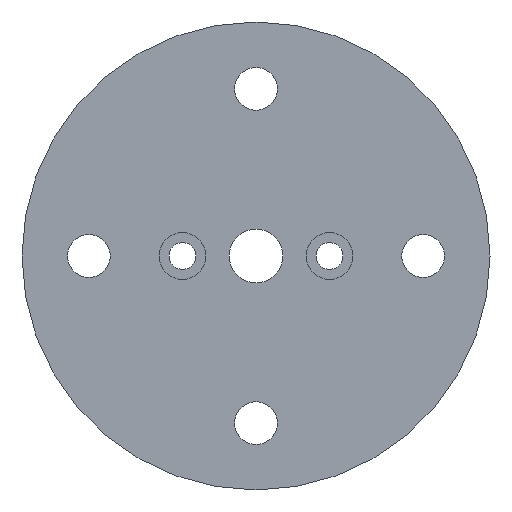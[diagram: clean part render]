
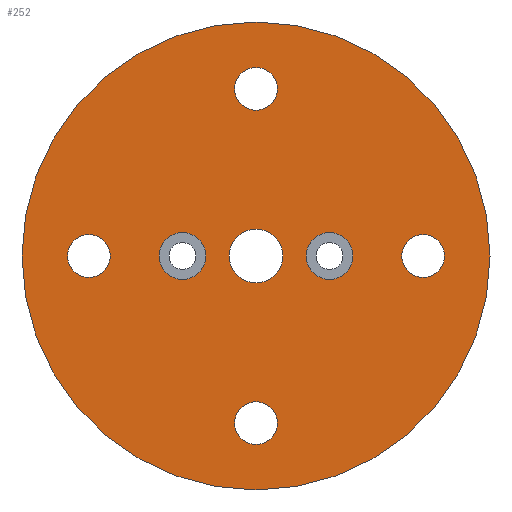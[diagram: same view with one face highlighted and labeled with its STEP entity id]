
A CAD part, front view. The second image highlights one B-rep face of the part: STEP entity #252.
In plain terms, the highlighted planar face has unit normal (0, -1, 0).
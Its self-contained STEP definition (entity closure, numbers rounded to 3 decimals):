
#24=FACE_BOUND('',#72,.T.);
#25=FACE_BOUND('',#73,.T.);
#26=FACE_BOUND('',#74,.T.);
#27=FACE_BOUND('',#75,.T.);
#28=FACE_BOUND('',#76,.T.);
#29=FACE_BOUND('',#77,.T.);
#30=FACE_BOUND('',#78,.T.);
#34=PLANE('',#300);
#48=FACE_OUTER_BOUND('',#71,.T.);
#71=EDGE_LOOP('',(#221));
#72=EDGE_LOOP('',(#222));
#73=EDGE_LOOP('',(#223));
#74=EDGE_LOOP('',(#224));
#75=EDGE_LOOP('',(#225));
#76=EDGE_LOOP('',(#226));
#77=EDGE_LOOP('',(#227));
#78=EDGE_LOOP('',(#228));
#100=CIRCLE('',#269,1.6);
#102=CIRCLE('',#272,1.6);
#104=CIRCLE('',#275,1.6);
#106=CIRCLE('',#278,1.6);
#107=CIRCLE('',#280,1.75);
#110=CIRCLE('',#285,1.75);
#116=CIRCLE('',#295,2.);
#118=CIRCLE('',#298,17.5);
#120=VERTEX_POINT('',#385);
#122=VERTEX_POINT('',#391);
#124=VERTEX_POINT('',#397);
#126=VERTEX_POINT('',#403);
#127=VERTEX_POINT('',#407);
#130=VERTEX_POINT('',#416);
#136=VERTEX_POINT('',#435);
#138=VERTEX_POINT('',#441);
#141=EDGE_CURVE('',#120,#120,#100,.T.);
#144=EDGE_CURVE('',#122,#122,#102,.T.);
#147=EDGE_CURVE('',#124,#124,#104,.T.);
#150=EDGE_CURVE('',#126,#126,#106,.T.);
#151=EDGE_CURVE('',#127,#127,#107,.T.);
#155=EDGE_CURVE('',#130,#130,#110,.T.);
#165=EDGE_CURVE('',#136,#136,#116,.T.);
#168=EDGE_CURVE('',#138,#138,#118,.T.);
#221=ORIENTED_EDGE('',*,*,#168,.F.);
#222=ORIENTED_EDGE('',*,*,#141,.T.);
#223=ORIENTED_EDGE('',*,*,#144,.T.);
#224=ORIENTED_EDGE('',*,*,#147,.T.);
#225=ORIENTED_EDGE('',*,*,#150,.T.);
#226=ORIENTED_EDGE('',*,*,#151,.T.);
#227=ORIENTED_EDGE('',*,*,#155,.T.);
#228=ORIENTED_EDGE('',*,*,#165,.T.);
#252=ADVANCED_FACE('',(#48,#24,#25,#26,#27,#28,#29,#30),#34,.F.);
#269=AXIS2_PLACEMENT_3D('',#387,#308,#309);
#272=AXIS2_PLACEMENT_3D('',#393,#315,#316);
#275=AXIS2_PLACEMENT_3D('',#399,#322,#323);
#278=AXIS2_PLACEMENT_3D('',#405,#329,#330);
#280=AXIS2_PLACEMENT_3D('',#408,#333,#334);
#285=AXIS2_PLACEMENT_3D('',#417,#344,#345);
#295=AXIS2_PLACEMENT_3D('',#437,#368,#369);
#298=AXIS2_PLACEMENT_3D('',#443,#375,#376);
#300=AXIS2_PLACEMENT_3D('',#445,#379,#380);
#308=DIRECTION('center_axis',(0.,1.,0.));
#309=DIRECTION('ref_axis',(0.,0.,-1.));
#315=DIRECTION('center_axis',(0.,1.,0.));
#316=DIRECTION('ref_axis',(1.,0.,0.));
#322=DIRECTION('center_axis',(0.,1.,0.));
#323=DIRECTION('ref_axis',(0.,0.,1.));
#329=DIRECTION('center_axis',(0.,1.,0.));
#330=DIRECTION('ref_axis',(-1.,0.,0.));
#333=DIRECTION('center_axis',(0.,1.,0.));
#334=DIRECTION('ref_axis',(1.,0.,0.));
#344=DIRECTION('center_axis',(0.,1.,0.));
#345=DIRECTION('ref_axis',(1.,0.,0.));
#368=DIRECTION('center_axis',(0.,1.,0.));
#369=DIRECTION('ref_axis',(-1.,0.,0.));
#375=DIRECTION('center_axis',(0.,1.,0.));
#376=DIRECTION('ref_axis',(-1.,0.,0.));
#379=DIRECTION('center_axis',(0.,1.,0.));
#380=DIRECTION('ref_axis',(-1.,0.,0.));
#385=CARTESIAN_POINT('',(-257.489,147.5,660.4));
#387=CARTESIAN_POINT('Origin',(-257.489,147.5,658.8));
#391=CARTESIAN_POINT('',(-271.589,147.5,671.3));
#393=CARTESIAN_POINT('Origin',(-269.989,147.5,671.3));
#397=CARTESIAN_POINT('',(-282.489,147.5,657.2));
#399=CARTESIAN_POINT('Origin',(-282.489,147.5,658.8));
#403=CARTESIAN_POINT('',(-268.389,147.5,646.3));
#405=CARTESIAN_POINT('Origin',(-269.989,147.5,646.3));
#407=CARTESIAN_POINT('',(-266.239,147.5,658.8));
#408=CARTESIAN_POINT('Origin',(-264.489,147.5,658.8));
#416=CARTESIAN_POINT('',(-277.239,147.5,658.8));
#417=CARTESIAN_POINT('Origin',(-275.489,147.5,658.8));
#435=CARTESIAN_POINT('',(-267.989,147.5,658.8));
#437=CARTESIAN_POINT('Origin',(-269.989,147.5,658.8));
#441=CARTESIAN_POINT('',(-252.489,147.5,658.8));
#443=CARTESIAN_POINT('Origin',(-269.989,147.5,658.8));
#445=CARTESIAN_POINT('Origin',(-269.989,147.5,658.8));
